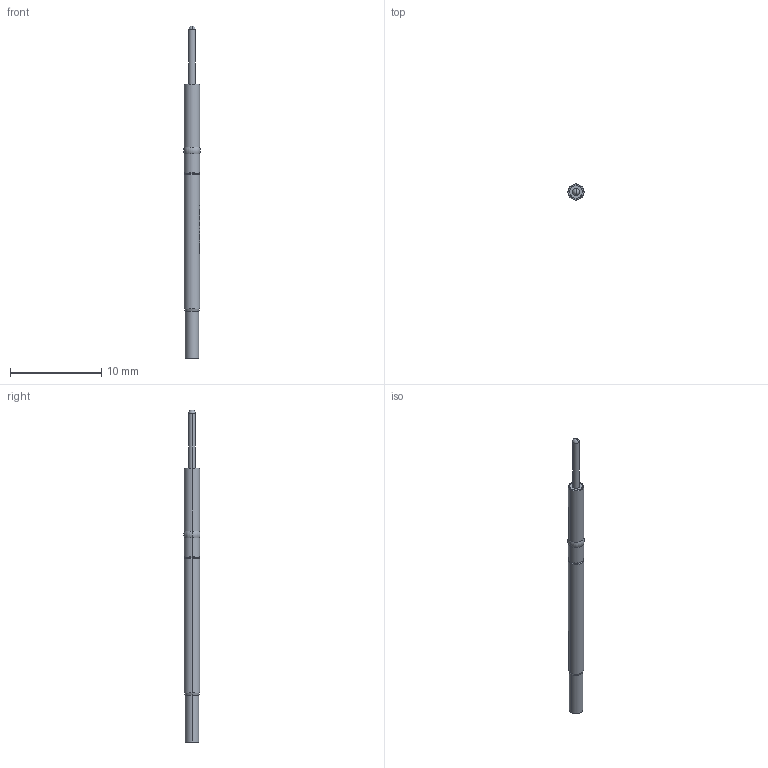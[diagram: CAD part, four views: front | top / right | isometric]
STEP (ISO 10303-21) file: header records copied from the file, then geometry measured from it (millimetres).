
FILE_DESCRIPTION (( 'STEP AP214' ), '1' );
FILE_NAME ('MOD-1108288-F10111B075G060.STEP', '2022-09-07T13:32:14', ( '' ), ( '' ), 'SwSTEP 2.0', 'SolidWorks 2020', '' );
FILE_SCHEMA (( 'AUTOMOTIVE_DESIGN' ));
Length unit declared in the file: millimetre
Products named in the file (1): MOD-1108288-F10111B075G060
Bounding box: 1.8 x 1.79 x 36.4 mm (x, y, z)
Volume: 61.2 mm3; surface area: 194.6 mm2
Topology: 1 solids, 1 shells, 172 faces, 489 edges, 321 vertices
Faces by surface type: plane 66, bspline 51, cylinder 45, torus 6, cone 2, sphere 2
Entity records: 9664 total; most frequent: CARTESIAN_POINT 5110, ORIENTED_EDGE 974, DIRECTION 719, EDGE_CURVE 487, VERTEX_POINT 321, AXIS2_PLACEMENT_3D 250, VECTOR 219, LINE 219
